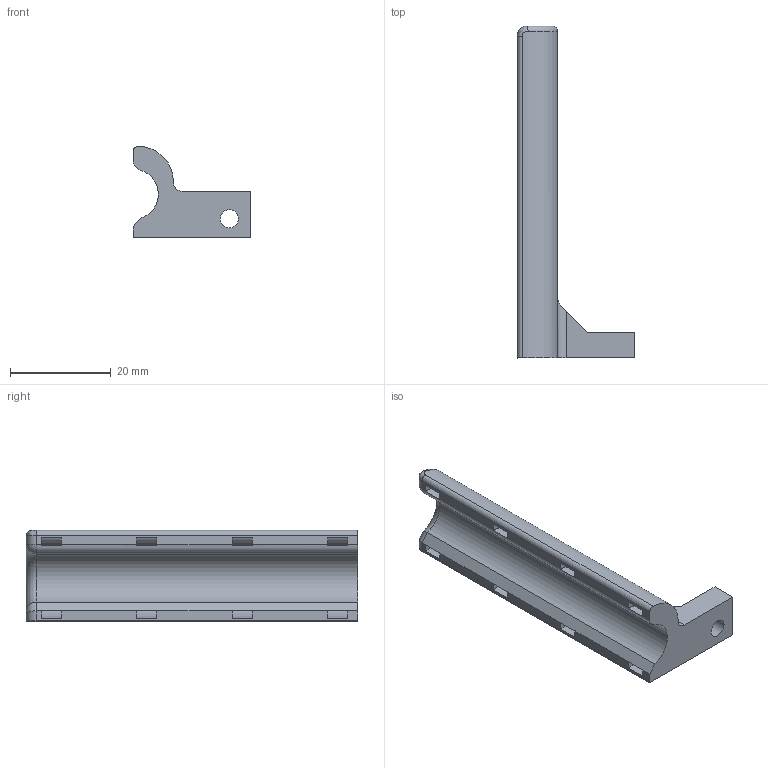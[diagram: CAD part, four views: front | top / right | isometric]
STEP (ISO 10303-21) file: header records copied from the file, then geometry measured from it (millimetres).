
FILE_DESCRIPTION(/* description */ (''),/* implementation_level */ '2;1');
FILE_NAME(/* name */ 'umbilical_cord.step',/* time_stamp */ '2023-03-16T18:14:42+01:00',/* author */ (''),/* organization */ (''),/* preprocessor_version */ 'ST-DEVELOPER v19.2',/* originating_system */ 'Autodesk Translation Framework v11.17.0.187',/* authorisation */ '');
FILE_SCHEMA (('AUTOMOTIVE_DESIGN { 1 0 10303 214 3 1 1 }'));
Length unit declared in the file: millimetre
Products named in the file (1): CF_mod_v3
Bounding box: 23.41 x 65.99 x 18.16 mm (x, y, z)
Volume: 6045 mm3; surface area: 5001 mm2
Topology: 1 solids, 1 shells, 56 faces, 167 edges, 102 vertices
Faces by surface type: cylinder 25, plane 23, torus 4, bspline 3, sphere 1
Full cylindrical faces by diameter (mm): 3.6 x1
Entity records: 2183 total; most frequent: CARTESIAN_POINT 501, ORIENTED_EDGE 334, DIRECTION 331, EDGE_CURVE 167, AXIS2_PLACEMENT_3D 119, VERTEX_POINT 102, LINE 93, VECTOR 93
